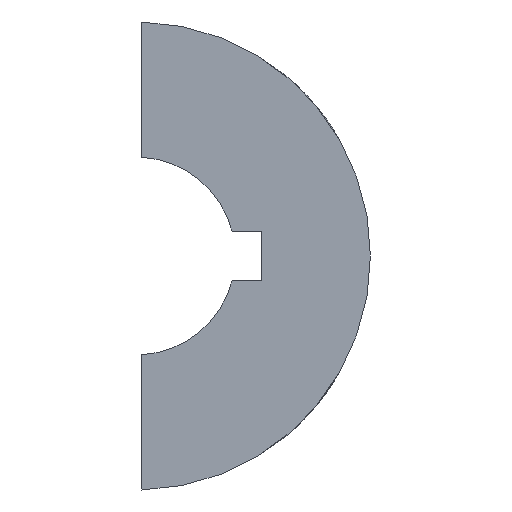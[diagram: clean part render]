
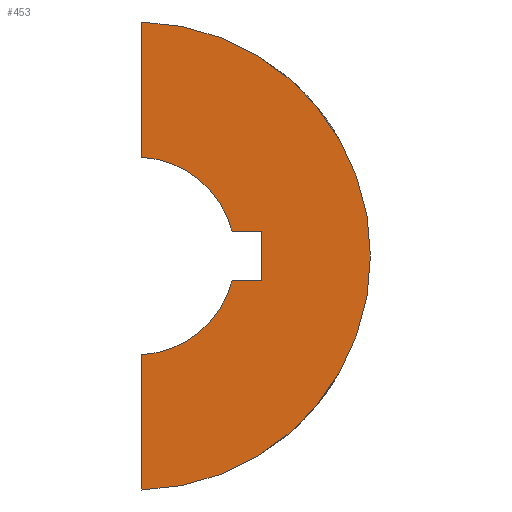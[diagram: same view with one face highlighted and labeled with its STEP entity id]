
A CAD part, left-side view. The second image highlights one B-rep face of the part: STEP entity #453.
In plain terms, the highlighted planar face has unit normal (-1, 0, 0).
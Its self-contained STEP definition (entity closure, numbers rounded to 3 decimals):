
#59 = CARTESIAN_POINT ( 'NONE',  ( 0., 22.5, 0. ) ) ;
#71 = CARTESIAN_POINT ( 'NONE',  ( 0., 0., 0. ) ) ;
#75 = VERTEX_POINT ( 'NONE', #680 ) ;
#79 = PLANE ( 'NONE',  #703 ) ;
#81 = DIRECTION ( 'NONE',  ( -1., 0., 0. ) ) ;
#94 = DIRECTION ( 'NONE',  ( 0., 0., 1. ) ) ;
#120 = VECTOR ( 'NONE', #589, 1000. ) ;
#133 = DIRECTION ( 'NONE',  ( 1., 0., 0. ) ) ;
#142 = VERTEX_POINT ( 'NONE', #339 ) ;
#144 = DIRECTION ( 'NONE',  ( 0., 0., -1. ) ) ;
#158 = ORIENTED_EDGE ( 'NONE', *, *, #781, .F. ) ;
#169 = CARTESIAN_POINT ( 'NONE',  ( 0., -0.5, -24.275 ) ) ;
#177 = EDGE_CURVE ( 'NONE', #988, #818, #465, .T. ) ;
#182 = VERTEX_POINT ( 'NONE', #911 ) ;
#187 = VECTOR ( 'NONE', #906, 1000. ) ;
#204 = CARTESIAN_POINT ( 'NONE',  ( 0., -0.5, -9.487 ) ) ;
#206 = EDGE_LOOP ( 'NONE', ( #238, #158, #373, #256, #441, #1109, #804, #591 ) ) ;
#211 = CARTESIAN_POINT ( 'NONE',  ( 0., -7., 2.39 ) ) ;
#237 = FACE_OUTER_BOUND ( 'NONE', #206, .T. ) ;
#238 = ORIENTED_EDGE ( 'NONE', *, *, #177, .F. ) ;
#245 = DIRECTION ( 'NONE',  ( 0., 0., 1. ) ) ;
#251 = VECTOR ( 'NONE', #296, 1000. ) ;
#254 = CARTESIAN_POINT ( 'NONE',  ( 0., 0., 0. ) ) ;
#256 = ORIENTED_EDGE ( 'NONE', *, *, #437, .F. ) ;
#258 = DIRECTION ( 'NONE',  ( -1., 0., 0. ) ) ;
#263 = DIRECTION ( 'NONE',  ( 0., 0., 1. ) ) ;
#277 = VERTEX_POINT ( 'NONE', #956 ) ;
#296 = DIRECTION ( 'NONE',  ( 0., 1., 0. ) ) ;
#326 = CARTESIAN_POINT ( 'NONE',  ( 0., 0., 0. ) ) ;
#334 = DIRECTION ( 'NONE',  ( -1., 0., 0. ) ) ;
#339 = CARTESIAN_POINT ( 'NONE',  ( 0., -9.194, -2.39 ) ) ;
#340 = DIRECTION ( 'NONE',  ( 0., 0., 1. ) ) ;
#373 = ORIENTED_EDGE ( 'NONE', *, *, #894, .F. ) ;
#392 = CARTESIAN_POINT ( 'NONE',  ( 0., -0.5, 9.487 ) ) ;
#425 = LINE ( 'NONE', #838, #187 ) ;
#437 = EDGE_CURVE ( 'NONE', #142, #800, #974, .T. ) ;
#441 = ORIENTED_EDGE ( 'NONE', *, *, #491, .F. ) ;
#442 = CIRCLE ( 'NONE', #691, 9.5 ) ;
#446 = CARTESIAN_POINT ( 'NONE',  ( 0., -12., -2.39 ) ) ;
#453 = ADVANCED_FACE ( 'NONE', ( #237 ), #79, .F. ) ;
#456 = EDGE_CURVE ( 'NONE', #277, #182, #687, .T. ) ;
#461 = EDGE_CURVE ( 'NONE', #277, #948, #473, .T. ) ;
#465 = CIRCLE ( 'NONE', #492, 9.5 ) ;
#473 = LINE ( 'NONE', #169, #1089 ) ;
#490 = LINE ( 'NONE', #211, #251 ) ;
#491 = EDGE_CURVE ( 'NONE', #948, #142, #442, .T. ) ;
#492 = AXIS2_PLACEMENT_3D ( 'NONE', #71, #81, #94 ) ;
#589 = DIRECTION ( 'NONE',  ( 0., -1., 0. ) ) ;
#590 = EDGE_CURVE ( 'NONE', #818, #182, #1027, .T. ) ;
#591 = ORIENTED_EDGE ( 'NONE', *, *, #590, .F. ) ;
#680 = CARTESIAN_POINT ( 'NONE',  ( 0., -12., 2.39 ) ) ;
#687 = CIRCLE ( 'NONE', #740, 22.5 ) ;
#691 = AXIS2_PLACEMENT_3D ( 'NONE', #326, #334, #340 ) ;
#703 = AXIS2_PLACEMENT_3D ( 'NONE', #59, #133, #144 ) ;
#740 = AXIS2_PLACEMENT_3D ( 'NONE', #254, #258, #263 ) ;
#781 = EDGE_CURVE ( 'NONE', #75, #988, #490, .T. ) ;
#799 = VECTOR ( 'NONE', #1106, 1000. ) ;
#800 = VERTEX_POINT ( 'NONE', #446 ) ;
#804 = ORIENTED_EDGE ( 'NONE', *, *, #456, .T. ) ;
#818 = VERTEX_POINT ( 'NONE', #392 ) ;
#838 = CARTESIAN_POINT ( 'NONE',  ( 0., -12., -2.39 ) ) ;
#894 = EDGE_CURVE ( 'NONE', #800, #75, #425, .T. ) ;
#906 = DIRECTION ( 'NONE',  ( 0., 0., 1. ) ) ;
#911 = CARTESIAN_POINT ( 'NONE',  ( 0., -0.5, 22.494 ) ) ;
#948 = VERTEX_POINT ( 'NONE', #204 ) ;
#956 = CARTESIAN_POINT ( 'NONE',  ( 0., -0.5, -22.494 ) ) ;
#974 = LINE ( 'NONE', #1034, #120 ) ;
#988 = VERTEX_POINT ( 'NONE', #993 ) ;
#993 = CARTESIAN_POINT ( 'NONE',  ( 0., -9.194, 2.39 ) ) ;
#1027 = LINE ( 'NONE', #1081, #799 ) ;
#1034 = CARTESIAN_POINT ( 'NONE',  ( 0., -7., -2.39 ) ) ;
#1081 = CARTESIAN_POINT ( 'NONE',  ( 0., -0.5, -24.275 ) ) ;
#1089 = VECTOR ( 'NONE', #245, 1000. ) ;
#1106 = DIRECTION ( 'NONE',  ( 0., 0., 1. ) ) ;
#1109 = ORIENTED_EDGE ( 'NONE', *, *, #461, .F. ) ;
